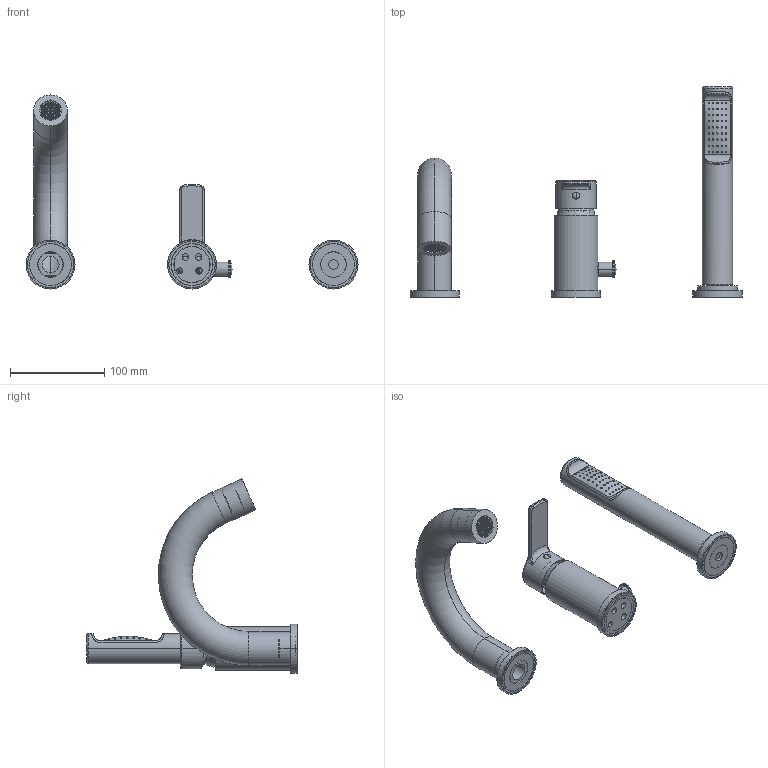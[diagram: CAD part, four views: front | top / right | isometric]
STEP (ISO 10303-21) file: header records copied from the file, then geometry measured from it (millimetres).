
FILE_DESCRIPTION((''),'2;1');
FILE_NAME('RED040LCR','2021-11-08T15:25:33',('ut3'),('PAFFONI SpA'),'CREO PARAMETRIC BY PTC INC, 2020044','CREO PARAMETRIC BY PTC INC, 2020044','');
FILE_SCHEMA(('CONFIG_CONTROL_DESIGN','SHAPE_APPEARANCE_LAYERS_GROUPS'));
Length unit declared in the file: millimetre
Products named in the file (1): RED040LCR
Bounding box: 352 x 223 x 205.82 mm (x, y, z)
Volume: 304429.8 mm3; surface area: 198268.4 mm2
Topology: 4 solids, 4 shells, 2230 faces, 6085 edges, 3876 vertices
Faces by surface type: plane 1235, cylinder 678, torus 137, cone 101, bspline 45, sphere 34
Entity records: 107508 total; most frequent: CARTESIAN_POINT 35056, ORIENTED_EDGE 12130, DIRECTION 11267, EDGE_CURVE 6065, AXIS2_PLACEMENT_3D 3874, VERTEX_POINT 3874, VECTOR 3519, LINE 3519
